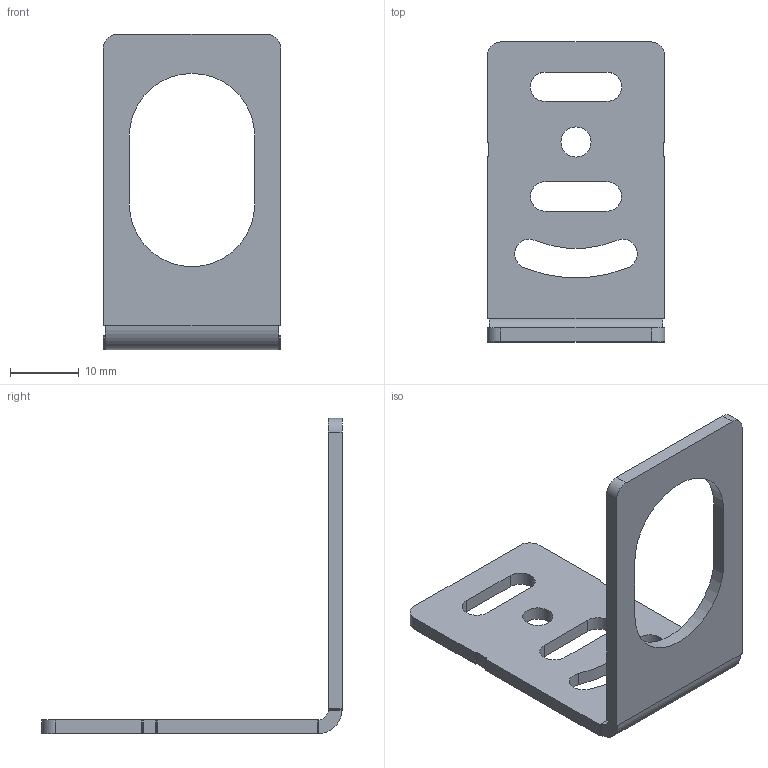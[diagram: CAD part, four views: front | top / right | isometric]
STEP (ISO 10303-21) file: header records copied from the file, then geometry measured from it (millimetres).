
FILE_DESCRIPTION(/* description */ (''),/* implementation_level */ '2;1');
FILE_NAME(/* name */ 'BM18-LM.stp',/* time_stamp */ '2024-12-24T15:29:34+07:00',/* author */ ('L0STik'),/* organization */ (''),/* preprocessor_version */ 'ST-DEVELOPER v18.1',/* originating_system */ 'Autodesk Inventor 2021',/* authorisation */ '');
FILE_SCHEMA (('AUTOMOTIVE_DESIGN { 1 0 10303 214 3 1 1 }'));
Length unit declared in the file: millimetre
Products named in the file (1): BM18-LM
Bounding box: 25.9 x 43.8 x 46 mm (x, y, z)
Volume: 3198.1 mm3; surface area: 4035.9 mm2
Topology: 1 solids, 1 shells, 63 faces, 175 edges, 114 vertices
Faces by surface type: cylinder 33, plane 30
Full cylindrical faces by diameter (mm): 4.4 x1
Entity records: 2140 total; most frequent: CARTESIAN_POINT 425, DIRECTION 353, ORIENTED_EDGE 350, EDGE_CURVE 175, AXIS2_PLACEMENT_3D 122, VERTEX_POINT 114, LINE 109, VECTOR 109
